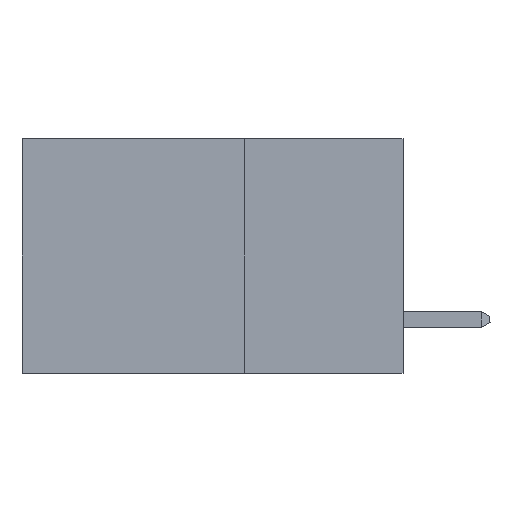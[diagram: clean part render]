
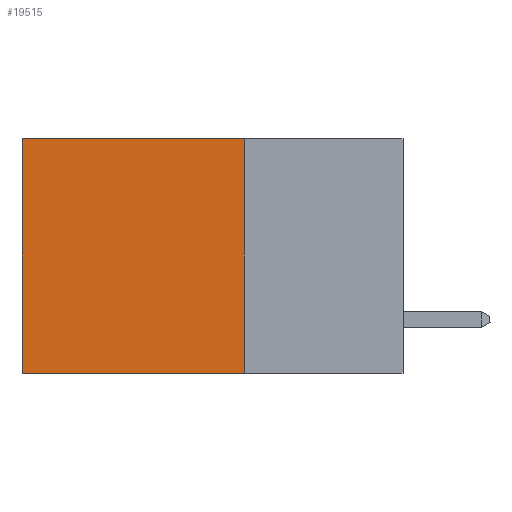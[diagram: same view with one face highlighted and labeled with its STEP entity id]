
A CAD part, left-side view. The second image highlights one B-rep face of the part: STEP entity #19515.
In plain terms, the highlighted planar face has unit normal (-1, 0, 0).
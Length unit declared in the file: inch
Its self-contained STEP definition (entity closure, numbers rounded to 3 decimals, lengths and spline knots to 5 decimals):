
#1351 = PLANE ( 'NONE',  #31230 ) ;
#4413 = EDGE_CURVE ( 'NONE', #28054, #8157, #26357, .T. ) ;
#7326 = LINE ( 'NONE', #30352, #18845 ) ;
#7947 = EDGE_CURVE ( 'NONE', #27709, #13742, #19485, .T. ) ;
#8157 = VERTEX_POINT ( 'NONE', #13331 ) ;
#9381 = DIRECTION ( 'NONE',  ( 0., 0., -1. ) ) ;
#13331 = CARTESIAN_POINT ( 'NONE',  ( 0.2875, 0.25, -0.37 ) ) ;
#13742 = VERTEX_POINT ( 'NONE', #29724 ) ;
#14644 = LINE ( 'NONE', #30363, #33267 ) ;
#15573 = FACE_OUTER_BOUND ( 'NONE', #23154, .T. ) ;
#16967 = ORIENTED_EDGE ( 'NONE', *, *, #17187, .T. ) ;
#17187 = EDGE_CURVE ( 'NONE', #28054, #27709, #14644, .T. ) ;
#17348 = CARTESIAN_POINT ( 'NONE',  ( 0.2875, 0.6, 0. ) ) ;
#18149 = CARTESIAN_POINT ( 'NONE',  ( 0.2875, 0.6, 0. ) ) ;
#18580 = CARTESIAN_POINT ( 'NONE',  ( 0.2875, 0.25, 0. ) ) ;
#18845 = VECTOR ( 'NONE', #27623, 39.37008 ) ;
#19485 = LINE ( 'NONE', #18149, #30602 ) ;
#19515 = ADVANCED_FACE ( 'NONE', ( #15573 ), #1351, .F. ) ;
#23154 = EDGE_LOOP ( 'NONE', ( #32182, #24132, #36215, #16967 ) ) ;
#24132 = ORIENTED_EDGE ( 'NONE', *, *, #33977, .F. ) ;
#24504 = CARTESIAN_POINT ( 'NONE',  ( 0.2875, 0.25, 0. ) ) ;
#26357 = LINE ( 'NONE', #24504, #34723 ) ;
#26828 = DIRECTION ( 'NONE',  ( 0., 0., -1. ) ) ;
#27623 = DIRECTION ( 'NONE',  ( 0., 1., 0. ) ) ;
#27636 = DIRECTION ( 'NONE',  ( 0., 1., 0. ) ) ;
#27709 = VERTEX_POINT ( 'NONE', #17348 ) ;
#28054 = VERTEX_POINT ( 'NONE', #18580 ) ;
#29393 = DIRECTION ( 'NONE',  ( 1., 0., 0. ) ) ;
#29724 = CARTESIAN_POINT ( 'NONE',  ( 0.2875, 0.6, -0.37 ) ) ;
#29916 = CARTESIAN_POINT ( 'NONE',  ( 0.2875, 0.25, 0. ) ) ;
#30352 = CARTESIAN_POINT ( 'NONE',  ( 0.2875, 0.25, -0.37 ) ) ;
#30363 = CARTESIAN_POINT ( 'NONE',  ( 0.2875, 0.25, 0. ) ) ;
#30602 = VECTOR ( 'NONE', #9381, 39.37008 ) ;
#31230 = AXIS2_PLACEMENT_3D ( 'NONE', #29916, #29393, #26828 ) ;
#32182 = ORIENTED_EDGE ( 'NONE', *, *, #7947, .T. ) ;
#32970 = DIRECTION ( 'NONE',  ( 0., 0., -1. ) ) ;
#33267 = VECTOR ( 'NONE', #27636, 39.37008 ) ;
#33977 = EDGE_CURVE ( 'NONE', #8157, #13742, #7326, .T. ) ;
#34723 = VECTOR ( 'NONE', #32970, 39.37008 ) ;
#36215 = ORIENTED_EDGE ( 'NONE', *, *, #4413, .F. ) ;
